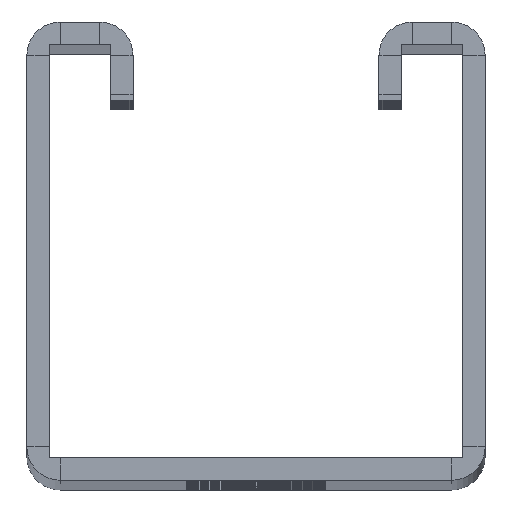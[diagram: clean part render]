
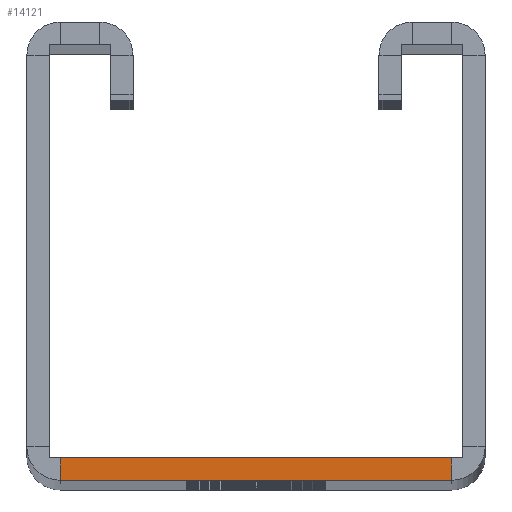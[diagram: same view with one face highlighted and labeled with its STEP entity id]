
A CAD part, top view. The second image highlights one B-rep face of the part: STEP entity #14121.
In plain terms, the highlighted planar face has unit normal (0, 0, 1).
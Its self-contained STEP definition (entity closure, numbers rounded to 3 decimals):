
#2317 = AXIS2_PLACEMENT_3D ( 'NONE', #24550, #22173, #29506 ) ;
#2492 = CARTESIAN_POINT ( 'NONE',  ( 0., 0., 0. ) ) ;
#2628 = VECTOR ( 'NONE', #29989, 1000. ) ;
#3676 = FACE_OUTER_BOUND ( 'NONE', #23052, .T. ) ;
#3999 = LINE ( 'NONE', #2492, #23653 ) ;
#5356 = LINE ( 'NONE', #9172, #15360 ) ;
#6099 = EDGE_CURVE ( 'NONE', #21212, #26048, #7607, .T. ) ;
#6163 = VECTOR ( 'NONE', #6718, 1000. ) ;
#6611 = CARTESIAN_POINT ( 'NONE',  ( 17.5, 2., 0. ) ) ;
#6718 = DIRECTION ( 'NONE',  ( 0., -1., 0. ) ) ;
#7205 = CARTESIAN_POINT ( 'NONE',  ( 17.5, 2., 0. ) ) ;
#7607 = LINE ( 'NONE', #15439, #2628 ) ;
#7777 = VERTEX_POINT ( 'NONE', #9639 ) ;
#8254 = ORIENTED_EDGE ( 'NONE', *, *, #19631, .F. ) ;
#9172 = CARTESIAN_POINT ( 'NONE',  ( -17.5, 2., 0. ) ) ;
#9639 = CARTESIAN_POINT ( 'NONE',  ( -17.5, 0., 0. ) ) ;
#10130 = PLANE ( 'NONE',  #2317 ) ;
#14121 = ADVANCED_FACE ( 'NONE', ( #3676 ), #10130, .T. ) ;
#15360 = VECTOR ( 'NONE', #26381, 1000. ) ;
#15439 = CARTESIAN_POINT ( 'NONE',  ( 0., 2., 0. ) ) ;
#15524 = VERTEX_POINT ( 'NONE', #20355 ) ;
#17082 = EDGE_CURVE ( 'NONE', #15524, #7777, #3999, .T. ) ;
#19252 = LINE ( 'NONE', #6611, #6163 ) ;
#19631 = EDGE_CURVE ( 'NONE', #21212, #15524, #19252, .T. ) ;
#19902 = ORIENTED_EDGE ( 'NONE', *, *, #20345, .T. ) ;
#20345 = EDGE_CURVE ( 'NONE', #26048, #7777, #5356, .T. ) ;
#20355 = CARTESIAN_POINT ( 'NONE',  ( 17.5, 0., 0. ) ) ;
#20432 = ORIENTED_EDGE ( 'NONE', *, *, #17082, .F. ) ;
#21212 = VERTEX_POINT ( 'NONE', #7205 ) ;
#22173 = DIRECTION ( 'NONE',  ( 0., 0., 1. ) ) ;
#23052 = EDGE_LOOP ( 'NONE', ( #29011, #19902, #20432, #8254 ) ) ;
#23653 = VECTOR ( 'NONE', #29295, 1000. ) ;
#24550 = CARTESIAN_POINT ( 'NONE',  ( -14., 38., 0. ) ) ;
#26048 = VERTEX_POINT ( 'NONE', #29814 ) ;
#26381 = DIRECTION ( 'NONE',  ( 0., -1., 0. ) ) ;
#29011 = ORIENTED_EDGE ( 'NONE', *, *, #6099, .T. ) ;
#29295 = DIRECTION ( 'NONE',  ( -1., 0., 0. ) ) ;
#29506 = DIRECTION ( 'NONE',  ( 1., 0., 0. ) ) ;
#29814 = CARTESIAN_POINT ( 'NONE',  ( -17.5, 2., 0. ) ) ;
#29989 = DIRECTION ( 'NONE',  ( -1., 0., 0. ) ) ;
